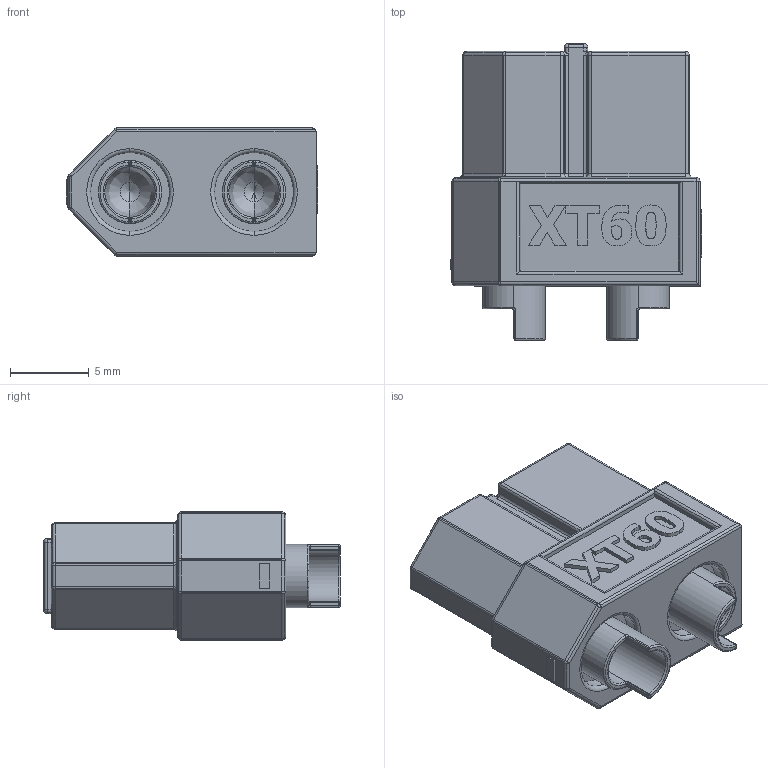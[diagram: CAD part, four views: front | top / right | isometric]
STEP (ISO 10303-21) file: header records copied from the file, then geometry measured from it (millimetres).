
FILE_DESCRIPTION (( 'STEP AP214' ), '1' );
FILE_NAME ('XT60 Female Connector.STEP', '2019-06-25T21:05:58', ( '' ), ( '' ), 'SwSTEP 2.0', 'SolidWorks 2019', '' );
FILE_SCHEMA (( 'AUTOMOTIVE_DESIGN' ));
Length unit declared in the file: millimetre
Products named in the file (1): XT60 Female Connector
Bounding box: 15.94 x 18.83 x 8.13 mm (x, y, z)
Volume: 1268.7 mm3; surface area: 2000 mm2
Topology: 3 solids, 3 shells, 442 faces, 1110 edges, 660 vertices
Faces by surface type: cylinder 174, plane 122, bspline 77, sphere 34, torus 31, cone 4
Entity records: 18629 total; most frequent: CARTESIAN_POINT 3813, ORIENTED_EDGE 2154, DIRECTION 1911, EDGE_CURVE 1077, AXIS2_PLACEMENT_3D 694, VERTEX_POINT 660, VECTOR 523, LINE 523
